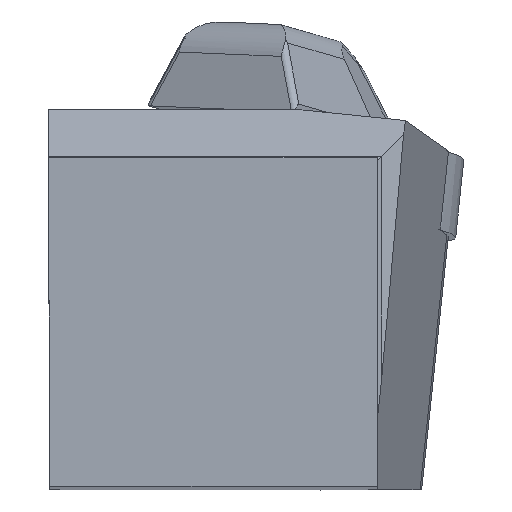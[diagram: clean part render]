
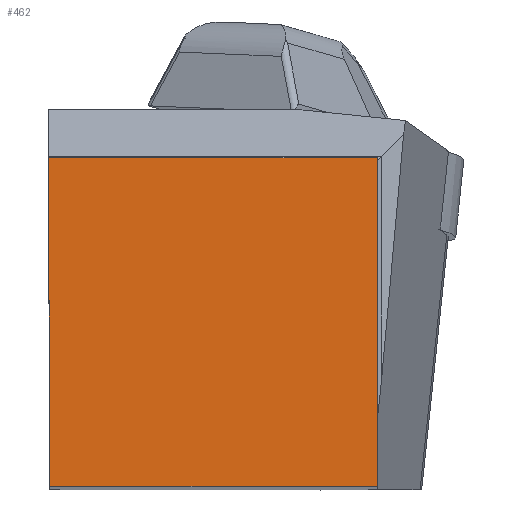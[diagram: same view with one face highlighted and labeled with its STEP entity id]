
A CAD part, top view. The second image highlights one B-rep face of the part: STEP entity #462.
In plain terms, the highlighted planar face has unit normal (0, 0, 1).
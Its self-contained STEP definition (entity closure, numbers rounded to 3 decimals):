
#131=FACE_OUTER_BOUND('',#590,.T.);
#208=LINE('',#1953,#324);
#215=LINE('',#1967,#331);
#220=LINE('',#1975,#336);
#221=LINE('',#1977,#337);
#324=VECTOR('',#1581,1.);
#331=VECTOR('',#1590,1.);
#336=VECTOR('',#1599,1.);
#337=VECTOR('',#1600,1.);
#462=ADVANCED_FACE('BLANK_BOXF006',(#131),#523,.F.);
#523=PLANE('',#1401);
#590=EDGE_LOOP('',(#715,#716,#717,#718));
#715=ORIENTED_EDGE('',*,*,#1166,.T.);
#716=ORIENTED_EDGE('',*,*,#1167,.T.);
#717=ORIENTED_EDGE('',*,*,#1154,.T.);
#718=ORIENTED_EDGE('',*,*,#1161,.T.);
#1031=VERTEX_POINT('',#1952);
#1032=VERTEX_POINT('',#1954);
#1037=VERTEX_POINT('',#1966);
#1039=VERTEX_POINT('',#1976);
#1154=EDGE_CURVE('',#1032,#1031,#208,.T.);
#1161=EDGE_CURVE('',#1031,#1037,#215,.T.);
#1166=EDGE_CURVE('',#1037,#1039,#220,.T.);
#1167=EDGE_CURVE('',#1039,#1032,#221,.T.);
#1401=AXIS2_PLACEMENT_3D('',#1978,#1601,#1602);
#1581=DIRECTION('',(0.004,-1.,0.));
#1590=DIRECTION('',(1.,0.,0.));
#1599=DIRECTION('',(0.,1.,0.));
#1600=DIRECTION('',(-1.,0.,0.));
#1601=DIRECTION('',(0.,0.,-1.));
#1602=DIRECTION('',(1.,0.,0.));
#1952=CARTESIAN_POINT('',(0.174,0.,0.));
#1953=CARTESIAN_POINT('',(-1.032,276.347,0.));
#1954=CARTESIAN_POINT('',(0.,39.85,0.));
#1966=CARTESIAN_POINT('',(39.85,0.,0.));
#1967=CARTESIAN_POINT('',(-276.35,0.,0.));
#1975=CARTESIAN_POINT('',(39.85,-276.35,0.));
#1976=CARTESIAN_POINT('',(39.85,39.85,0.));
#1977=CARTESIAN_POINT('',(276.35,39.85,0.));
#1978=CARTESIAN_POINT('',(75.35,-5.,0.));
